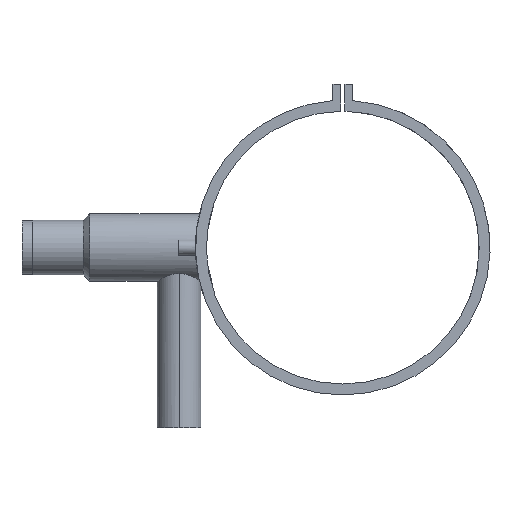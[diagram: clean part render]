
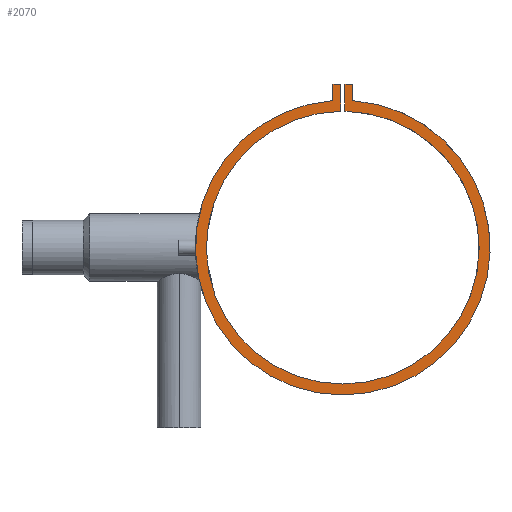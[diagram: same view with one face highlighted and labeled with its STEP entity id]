
A CAD part, left-side view. The second image highlights one B-rep face of the part: STEP entity #2070.
In plain terms, the highlighted planar face has unit normal (-1, 0, 0).
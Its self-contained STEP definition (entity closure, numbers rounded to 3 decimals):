
#11 = CARTESIAN_POINT ( 'NONE',  ( -69., 2., 124.984 ) ) ;
#25 = VECTOR ( 'NONE', #2201, 1000. ) ;
#123 = DIRECTION ( 'NONE',  ( 0., 0., -1. ) ) ;
#133 = CARTESIAN_POINT ( 'NONE',  ( -69., 2., 149.7 ) ) ;
#178 = EDGE_CURVE ( 'NONE', #1197, #2042, #1004, .T. ) ;
#184 = ORIENTED_EDGE ( 'NONE', *, *, #447, .F. ) ;
#333 = PLANE ( 'NONE',  #2470 ) ;
#381 = ORIENTED_EDGE ( 'NONE', *, *, #1784, .F. ) ;
#447 = EDGE_CURVE ( 'NONE', #2042, #934, #2542, .T. ) ;
#505 = VERTEX_POINT ( 'NONE', #11 ) ;
#543 = CARTESIAN_POINT ( 'NONE',  ( -69., 9., 149.7 ) ) ;
#587 = CARTESIAN_POINT ( 'NONE',  ( -69., 0., 0. ) ) ;
#618 = CARTESIAN_POINT ( 'NONE',  ( -69., 9., 134.7 ) ) ;
#628 = LINE ( 'NONE', #1417, #25 ) ;
#664 = CARTESIAN_POINT ( 'NONE',  ( -69., -2., 149.7 ) ) ;
#686 = CARTESIAN_POINT ( 'NONE',  ( -69., -2., 149.7 ) ) ;
#700 = EDGE_CURVE ( 'NONE', #768, #2493, #922, .T. ) ;
#741 = AXIS2_PLACEMENT_3D ( 'NONE', #1815, #2606, #837 ) ;
#768 = VERTEX_POINT ( 'NONE', #2356 ) ;
#771 = CARTESIAN_POINT ( 'NONE',  ( -69., 9., 149.7 ) ) ;
#774 = EDGE_CURVE ( 'NONE', #505, #1493, #2087, .T. ) ;
#783 = VECTOR ( 'NONE', #2495, 1000. ) ;
#786 = ORIENTED_EDGE ( 'NONE', *, *, #2284, .F. ) ;
#837 = DIRECTION ( 'NONE',  ( 0., 0., -1. ) ) ;
#922 = LINE ( 'NONE', #1705, #783 ) ;
#934 = VERTEX_POINT ( 'NONE', #133 ) ;
#995 = AXIS2_PLACEMENT_3D ( 'NONE', #587, #1376, #2157 ) ;
#1001 = VECTOR ( 'NONE', #1475, 1000. ) ;
#1004 = LINE ( 'NONE', #1783, #1031 ) ;
#1031 = VECTOR ( 'NONE', #2574, 1000. ) ;
#1049 = LINE ( 'NONE', #1827, #1402 ) ;
#1146 = CARTESIAN_POINT ( 'NONE',  ( -69., 0., 0. ) ) ;
#1178 = ORIENTED_EDGE ( 'NONE', *, *, #1701, .F. ) ;
#1197 = VERTEX_POINT ( 'NONE', #618 ) ;
#1370 = CARTESIAN_POINT ( 'NONE',  ( -69., -2., 124.984 ) ) ;
#1376 = DIRECTION ( 'NONE',  ( -1., 0., 0. ) ) ;
#1396 = VECTOR ( 'NONE', #1558, 1000. ) ;
#1402 = VECTOR ( 'NONE', #2616, 1000. ) ;
#1404 = ORIENTED_EDGE ( 'NONE', *, *, #178, .F. ) ;
#1417 = CARTESIAN_POINT ( 'NONE',  ( -69., -2., 149.7 ) ) ;
#1475 = DIRECTION ( 'NONE',  ( 0., -1., 0. ) ) ;
#1493 = VERTEX_POINT ( 'NONE', #1370 ) ;
#1558 = DIRECTION ( 'NONE',  ( 0., -1., 0. ) ) ;
#1575 = ORIENTED_EDGE ( 'NONE', *, *, #1667, .F. ) ;
#1667 = EDGE_CURVE ( 'NONE', #1493, #1845, #628, .T. ) ;
#1701 = EDGE_CURVE ( 'NONE', #2493, #1197, #1848, .T. ) ;
#1705 = CARTESIAN_POINT ( 'NONE',  ( -69., -9., 149.7 ) ) ;
#1783 = CARTESIAN_POINT ( 'NONE',  ( -69., 9., 149.7 ) ) ;
#1784 = EDGE_CURVE ( 'NONE', #934, #505, #1049, .T. ) ;
#1815 = CARTESIAN_POINT ( 'NONE',  ( -69., 0., 0. ) ) ;
#1827 = CARTESIAN_POINT ( 'NONE',  ( -69., 2., 149.7 ) ) ;
#1845 = VERTEX_POINT ( 'NONE', #664 ) ;
#1848 = CIRCLE ( 'NONE', #741, 135. ) ;
#1924 = DIRECTION ( 'NONE',  ( 1., 0., 0. ) ) ;
#1955 = ORIENTED_EDGE ( 'NONE', *, *, #700, .F. ) ;
#2042 = VERTEX_POINT ( 'NONE', #543 ) ;
#2070 = ADVANCED_FACE ( 'NONE', ( #2114 ), #333, .F. ) ;
#2087 = CIRCLE ( 'NONE', #995, 125. ) ;
#2114 = FACE_OUTER_BOUND ( 'NONE', #2196, .T. ) ;
#2157 = DIRECTION ( 'NONE',  ( 0., 0., -1. ) ) ;
#2163 = ORIENTED_EDGE ( 'NONE', *, *, #774, .F. ) ;
#2196 = EDGE_LOOP ( 'NONE', ( #1178, #1955, #786, #1575, #2163, #381, #184, #1404 ) ) ;
#2201 = DIRECTION ( 'NONE',  ( 0., 0., 1. ) ) ;
#2284 = EDGE_CURVE ( 'NONE', #1845, #768, #2458, .T. ) ;
#2341 = CARTESIAN_POINT ( 'NONE',  ( -69., -9., 134.7 ) ) ;
#2356 = CARTESIAN_POINT ( 'NONE',  ( -69., -9., 149.7 ) ) ;
#2458 = LINE ( 'NONE', #686, #1001 ) ;
#2470 = AXIS2_PLACEMENT_3D ( 'NONE', #1146, #1924, #123 ) ;
#2493 = VERTEX_POINT ( 'NONE', #2341 ) ;
#2495 = DIRECTION ( 'NONE',  ( 0., 0., -1. ) ) ;
#2542 = LINE ( 'NONE', #771, #1396 ) ;
#2574 = DIRECTION ( 'NONE',  ( 0., 0., 1. ) ) ;
#2606 = DIRECTION ( 'NONE',  ( 1., 0., 0. ) ) ;
#2616 = DIRECTION ( 'NONE',  ( 0., 0., -1. ) ) ;
